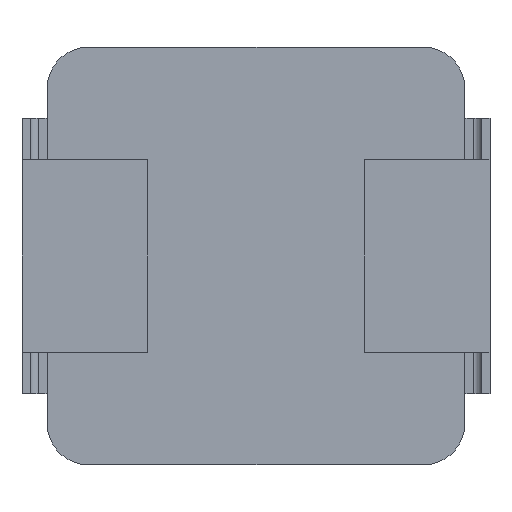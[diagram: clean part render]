
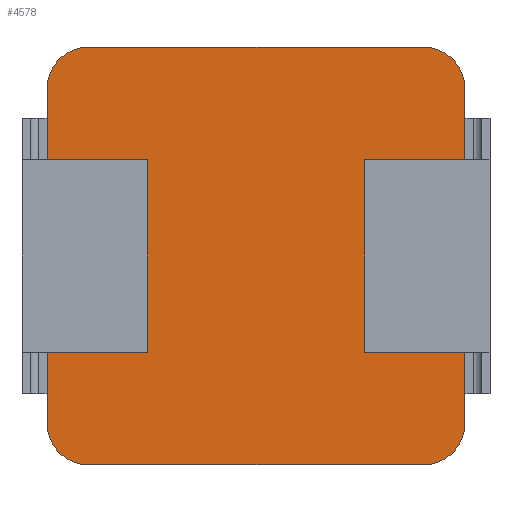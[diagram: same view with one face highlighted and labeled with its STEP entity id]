
A CAD part, front view. The second image highlights one B-rep face of the part: STEP entity #4578.
In plain terms, the highlighted planar face has unit normal (0, -1, 0).
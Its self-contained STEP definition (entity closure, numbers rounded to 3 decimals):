
#12 = VERTEX_POINT ( 'NONE', #4151 ) ;
#56 = VECTOR ( 'NONE', #4413, 1000. ) ;
#87 = VERTEX_POINT ( 'NONE', #2296 ) ;
#139 = CARTESIAN_POINT ( 'NONE',  ( 0., 0., -2.5 ) ) ;
#168 = LINE ( 'NONE', #1313, #3759 ) ;
#190 = CARTESIAN_POINT ( 'NONE',  ( -0.5, 0., -4.5 ) ) ;
#304 = ORIENTED_EDGE ( 'NONE', *, *, #4670, .F. ) ;
#309 = LINE ( 'NONE', #3233, #4012 ) ;
#310 = CARTESIAN_POINT ( 'NONE',  ( -0.5, 0., -0.5 ) ) ;
#345 = ORIENTED_EDGE ( 'NONE', *, *, #3350, .F. ) ;
#370 = ORIENTED_EDGE ( 'NONE', *, *, #4211, .F. ) ;
#389 = DIRECTION ( 'NONE',  ( 0., 0., 1. ) ) ;
#527 = VERTEX_POINT ( 'NONE', #1596 ) ;
#552 = VECTOR ( 'NONE', #1410, 1000. ) ;
#694 = DIRECTION ( 'NONE',  ( 0., 0., -1. ) ) ;
#714 = AXIS2_PLACEMENT_3D ( 'NONE', #310, #3301, #3257 ) ;
#809 = VERTEX_POINT ( 'NONE', #2890 ) ;
#829 = CARTESIAN_POINT ( 'NONE',  ( -5., 0., -3.65 ) ) ;
#830 = AXIS2_PLACEMENT_3D ( 'NONE', #3567, #3542, #4688 ) ;
#839 = ORIENTED_EDGE ( 'NONE', *, *, #2330, .F. ) ;
#879 = VERTEX_POINT ( 'NONE', #2253 ) ;
#983 = VECTOR ( 'NONE', #1320, 1000. ) ;
#1065 = CIRCLE ( 'NONE', #830, 0.5 ) ;
#1217 = LINE ( 'NONE', #3315, #3228 ) ;
#1250 = ORIENTED_EDGE ( 'NONE', *, *, #1768, .F. ) ;
#1313 = CARTESIAN_POINT ( 'NONE',  ( 0., 0., -2.5 ) ) ;
#1320 = DIRECTION ( 'NONE',  ( 0., 0., 1. ) ) ;
#1323 = CIRCLE ( 'NONE', #2096, 0.5 ) ;
#1410 = DIRECTION ( 'NONE',  ( 1., 0., 0. ) ) ;
#1468 = ORIENTED_EDGE ( 'NONE', *, *, #2093, .F. ) ;
#1558 = VERTEX_POINT ( 'NONE', #2630 ) ;
#1567 = VERTEX_POINT ( 'NONE', #2879 ) ;
#1573 = CARTESIAN_POINT ( 'NONE',  ( -3.8, 0., -2.5 ) ) ;
#1596 = CARTESIAN_POINT ( 'NONE',  ( -3.8, 0., -1.35 ) ) ;
#1612 = EDGE_CURVE ( 'NONE', #809, #3351, #1065, .T. ) ;
#1665 = DIRECTION ( 'NONE',  ( 0., 0., 1. ) ) ;
#1712 = EDGE_CURVE ( 'NONE', #879, #527, #4094, .T. ) ;
#1738 = LINE ( 'NONE', #4707, #983 ) ;
#1768 = EDGE_CURVE ( 'NONE', #4032, #3740, #1738, .T. ) ;
#1770 = CARTESIAN_POINT ( 'NONE',  ( -2.5, 0., -3.65 ) ) ;
#1801 = CARTESIAN_POINT ( 'NONE',  ( -4.5, 0., 0. ) ) ;
#1805 = VERTEX_POINT ( 'NONE', #4210 ) ;
#1834 = VECTOR ( 'NONE', #3103, 1000. ) ;
#1945 = EDGE_CURVE ( 'NONE', #2918, #3139, #1217, .T. ) ;
#1965 = DIRECTION ( 'NONE',  ( 0., 1., 0. ) ) ;
#2015 = CARTESIAN_POINT ( 'NONE',  ( 0., 0., -1.35 ) ) ;
#2016 = EDGE_CURVE ( 'NONE', #2896, #2918, #4703, .T. ) ;
#2038 = CARTESIAN_POINT ( 'NONE',  ( -5., 0., -4.5 ) ) ;
#2071 = VECTOR ( 'NONE', #2978, 1000. ) ;
#2078 = VERTEX_POINT ( 'NONE', #2015 ) ;
#2093 = EDGE_CURVE ( 'NONE', #1567, #2078, #168, .T. ) ;
#2096 = AXIS2_PLACEMENT_3D ( 'NONE', #2826, #3697, #389 ) ;
#2099 = VECTOR ( 'NONE', #3398, 1000. ) ;
#2126 = EDGE_CURVE ( 'NONE', #2854, #2896, #3124, .T. ) ;
#2141 = LINE ( 'NONE', #1770, #552 ) ;
#2165 = FACE_OUTER_BOUND ( 'NONE', #2216, .T. ) ;
#2185 = DIRECTION ( 'NONE',  ( 0., 0., 1. ) ) ;
#2216 = EDGE_LOOP ( 'NONE', ( #345, #839, #1468, #4792, #3832, #2494, #3617, #2819, #2237, #304, #1250, #3949, #3206, #3239, #3892, #370 ) ) ;
#2223 = AXIS2_PLACEMENT_3D ( 'NONE', #190, #1965, #1665 ) ;
#2237 = ORIENTED_EDGE ( 'NONE', *, *, #1712, .F. ) ;
#2253 = CARTESIAN_POINT ( 'NONE',  ( -3.8, 0., -3.65 ) ) ;
#2262 = DIRECTION ( 'NONE',  ( 0., 0., 1. ) ) ;
#2296 = CARTESIAN_POINT ( 'NONE',  ( -5., 0., -1.35 ) ) ;
#2330 = EDGE_CURVE ( 'NONE', #2078, #1805, #4175, .T. ) ;
#2494 = ORIENTED_EDGE ( 'NONE', *, *, #1612, .F. ) ;
#2512 = EDGE_CURVE ( 'NONE', #527, #87, #2948, .T. ) ;
#2535 = CARTESIAN_POINT ( 'NONE',  ( -1.2, 0., -2.5 ) ) ;
#2555 = VECTOR ( 'NONE', #694, 1000. ) ;
#2630 = CARTESIAN_POINT ( 'NONE',  ( -1.2, 0., -3.65 ) ) ;
#2663 = CARTESIAN_POINT ( 'NONE',  ( -2.5, 0., -3.65 ) ) ;
#2685 = LINE ( 'NONE', #2663, #2099 ) ;
#2688 = CARTESIAN_POINT ( 'NONE',  ( -4.5, 0., -5. ) ) ;
#2802 = AXIS2_PLACEMENT_3D ( 'NONE', #4732, #4710, #2870 ) ;
#2806 = CIRCLE ( 'NONE', #714, 0.5 ) ;
#2819 = ORIENTED_EDGE ( 'NONE', *, *, #2512, .F. ) ;
#2826 = CARTESIAN_POINT ( 'NONE',  ( -4.5, 0., -4.5 ) ) ;
#2854 = VERTEX_POINT ( 'NONE', #4408 ) ;
#2870 = DIRECTION ( 'NONE',  ( 0., 0., 1. ) ) ;
#2879 = CARTESIAN_POINT ( 'NONE',  ( 0., 0., -0.5 ) ) ;
#2890 = CARTESIAN_POINT ( 'NONE',  ( -5., 0., -0.5 ) ) ;
#2896 = VERTEX_POINT ( 'NONE', #4384 ) ;
#2914 = LINE ( 'NONE', #4383, #2960 ) ;
#2918 = VERTEX_POINT ( 'NONE', #3340 ) ;
#2948 = LINE ( 'NONE', #4341, #56 ) ;
#2960 = VECTOR ( 'NONE', #2185, 1000. ) ;
#2978 = DIRECTION ( 'NONE',  ( -1., 0., 0. ) ) ;
#3064 = CARTESIAN_POINT ( 'NONE',  ( -2.5, 0., -1.35 ) ) ;
#3103 = DIRECTION ( 'NONE',  ( 0., 0., -1. ) ) ;
#3124 = LINE ( 'NONE', #139, #1834 ) ;
#3139 = VERTEX_POINT ( 'NONE', #2688 ) ;
#3206 = ORIENTED_EDGE ( 'NONE', *, *, #1945, .F. ) ;
#3228 = VECTOR ( 'NONE', #3385, 1000. ) ;
#3233 = CARTESIAN_POINT ( 'NONE',  ( -4.5, 0., 0. ) ) ;
#3239 = ORIENTED_EDGE ( 'NONE', *, *, #2016, .F. ) ;
#3257 = DIRECTION ( 'NONE',  ( 0., 0., 1. ) ) ;
#3301 = DIRECTION ( 'NONE',  ( 0., 1., 0. ) ) ;
#3302 = EDGE_CURVE ( 'NONE', #3351, #12, #309, .T. ) ;
#3315 = CARTESIAN_POINT ( 'NONE',  ( -0.5, 0., -5. ) ) ;
#3340 = CARTESIAN_POINT ( 'NONE',  ( -0.5, 0., -5. ) ) ;
#3350 = EDGE_CURVE ( 'NONE', #1805, #1558, #3632, .T. ) ;
#3351 = VERTEX_POINT ( 'NONE', #1801 ) ;
#3385 = DIRECTION ( 'NONE',  ( -1., 0., 0. ) ) ;
#3398 = DIRECTION ( 'NONE',  ( 1., 0., 0. ) ) ;
#3455 = DIRECTION ( 'NONE',  ( 0., 0., -1. ) ) ;
#3542 = DIRECTION ( 'NONE',  ( 0., 1., 0. ) ) ;
#3567 = CARTESIAN_POINT ( 'NONE',  ( -4.5, 0., -0.5 ) ) ;
#3583 = EDGE_CURVE ( 'NONE', #3139, #4032, #1323, .T. ) ;
#3617 = ORIENTED_EDGE ( 'NONE', *, *, #4606, .F. ) ;
#3632 = LINE ( 'NONE', #2535, #2555 ) ;
#3643 = PLANE ( 'NONE',  #2802 ) ;
#3697 = DIRECTION ( 'NONE',  ( 0., 1., 0. ) ) ;
#3740 = VERTEX_POINT ( 'NONE', #829 ) ;
#3759 = VECTOR ( 'NONE', #3455, 1000. ) ;
#3832 = ORIENTED_EDGE ( 'NONE', *, *, #3302, .F. ) ;
#3892 = ORIENTED_EDGE ( 'NONE', *, *, #2126, .F. ) ;
#3913 = VECTOR ( 'NONE', #2262, 1000. ) ;
#3949 = ORIENTED_EDGE ( 'NONE', *, *, #3583, .F. ) ;
#3956 = DIRECTION ( 'NONE',  ( 1., 0., 0. ) ) ;
#4012 = VECTOR ( 'NONE', #3956, 1000. ) ;
#4032 = VERTEX_POINT ( 'NONE', #2038 ) ;
#4094 = LINE ( 'NONE', #1573, #3913 ) ;
#4121 = EDGE_CURVE ( 'NONE', #12, #1567, #2806, .T. ) ;
#4151 = CARTESIAN_POINT ( 'NONE',  ( -0.5, 0., 0. ) ) ;
#4175 = LINE ( 'NONE', #3064, #2071 ) ;
#4210 = CARTESIAN_POINT ( 'NONE',  ( -1.2, 0., -1.35 ) ) ;
#4211 = EDGE_CURVE ( 'NONE', #1558, #2854, #2685, .T. ) ;
#4341 = CARTESIAN_POINT ( 'NONE',  ( -2.5, 0., -1.35 ) ) ;
#4383 = CARTESIAN_POINT ( 'NONE',  ( -5., 0., -4.5 ) ) ;
#4384 = CARTESIAN_POINT ( 'NONE',  ( 0., 0., -4.5 ) ) ;
#4408 = CARTESIAN_POINT ( 'NONE',  ( 0., 0., -3.65 ) ) ;
#4413 = DIRECTION ( 'NONE',  ( -1., 0., 0. ) ) ;
#4578 = ADVANCED_FACE ( 'NONE', ( #2165 ), #3643, .F. ) ;
#4606 = EDGE_CURVE ( 'NONE', #87, #809, #2914, .T. ) ;
#4670 = EDGE_CURVE ( 'NONE', #3740, #879, #2141, .T. ) ;
#4688 = DIRECTION ( 'NONE',  ( 0., 0., 1. ) ) ;
#4703 = CIRCLE ( 'NONE', #2223, 0.5 ) ;
#4707 = CARTESIAN_POINT ( 'NONE',  ( -5., 0., -4.5 ) ) ;
#4710 = DIRECTION ( 'NONE',  ( 0., 1., 0. ) ) ;
#4732 = CARTESIAN_POINT ( 'NONE',  ( -2.5, 0., -2.5 ) ) ;
#4792 = ORIENTED_EDGE ( 'NONE', *, *, #4121, .F. ) ;
